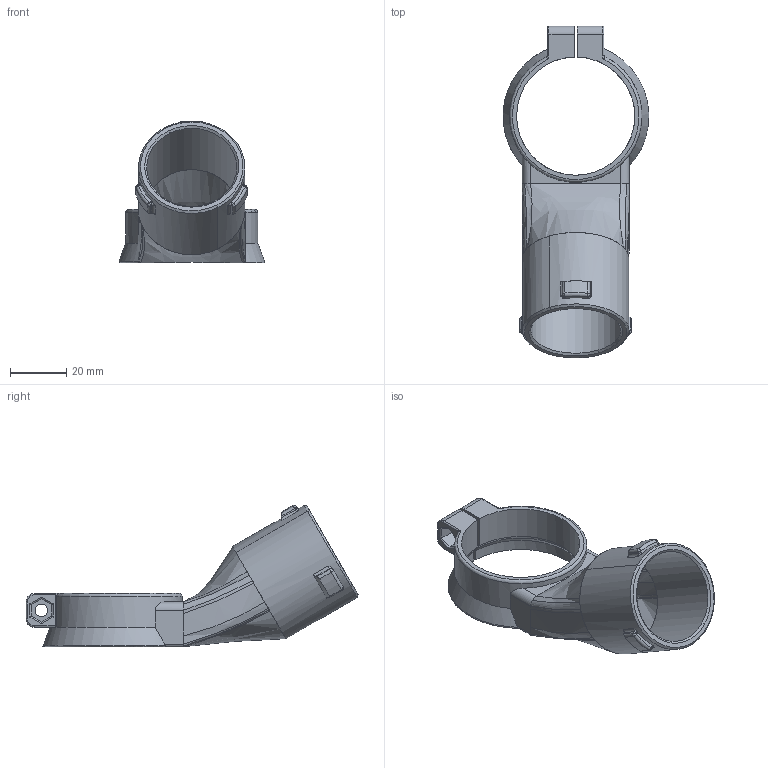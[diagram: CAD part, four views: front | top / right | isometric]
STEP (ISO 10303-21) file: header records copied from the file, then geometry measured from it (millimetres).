
FILE_DESCRIPTION(('FreeCAD Model'),'2;1');
FILE_NAME('Open CASCADE Shape Model','2023-12-28T23:04:26',(''),(''), 'Open CASCADE STEP processor 7.6','FreeCAD','Unknown');
FILE_SCHEMA(('AUTOMOTIVE_DESIGN { 1 0 10303 214 1 1 1 1 }'));
Length unit declared in the file: millimetre
Products named in the file (1): Compound001
Bounding box: 51.77 x 117.87 x 50.4 mm (x, y, z)
Volume: 22809.6 mm3; surface area: 20407 mm2
Topology: 2 solids, 2 shells, 190 faces, 531 edges, 349 vertices
Faces by surface type: cylinder 64, plane 54, bspline 44, torus 15, cone 7, sphere 6
Full cylindrical faces by diameter (mm): 4.5 x2, 7.25 x1, 32 x1
Entity records: 19779 total; most frequent: CARTESIAN_POINT 10251, DIRECTION 1454, ORIENTED_EDGE 1062, PCURVE 1062, DEFINITIONAL_REPRESENTATION 1062, LINE 787, VECTOR 787, B_SPLINE_CURVE_WITH_KNOTS 532
